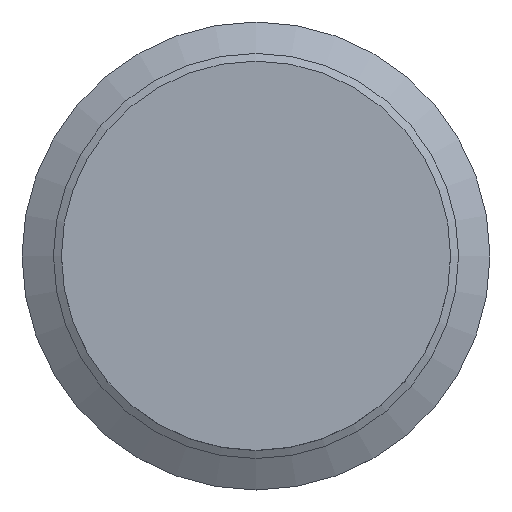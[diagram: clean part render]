
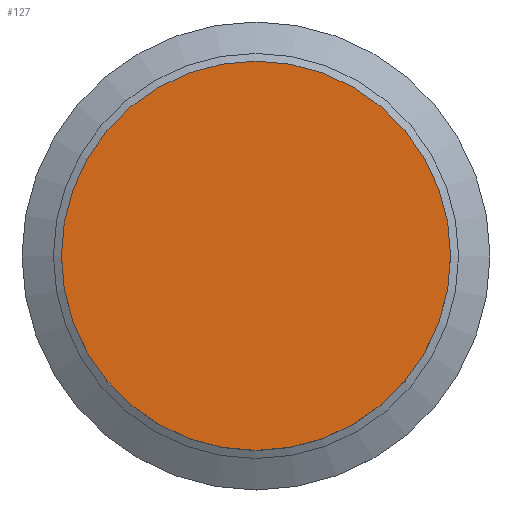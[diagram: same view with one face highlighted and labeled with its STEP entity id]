
A CAD part, top view. The second image highlights one B-rep face of the part: STEP entity #127.
In plain terms, the highlighted planar face has unit normal (0, 0, 1).
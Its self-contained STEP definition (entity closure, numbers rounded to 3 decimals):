
#93=PLANE('',#227);
#95=FACE_OUTER_BOUND('',#162,.T.);
#127=ADVANCED_FACE('',(#95),#93,.T.);
#162=EDGE_LOOP('',(#180));
#180=ORIENTED_EDGE('',*,*,#201,.F.);
#192=VERTEX_POINT('',#289);
#201=EDGE_CURVE('',#192,#192,#210,.T.);
#210=CIRCLE('',#224,7.36);
#224=AXIS2_PLACEMENT_3D('',#288,#253,#254);
#227=AXIS2_PLACEMENT_3D('',#293,#259,#260);
#253=DIRECTION('',(0.,0.,-1.));
#254=DIRECTION('',(-1.,0.,0.));
#259=DIRECTION('',(0.,0.,1.));
#260=DIRECTION('',(1.,0.,0.));
#288=CARTESIAN_POINT('',(0.,0.,0.));
#289=CARTESIAN_POINT('',(-7.36,0.,0.));
#293=CARTESIAN_POINT('',(0.,7.36,0.));
